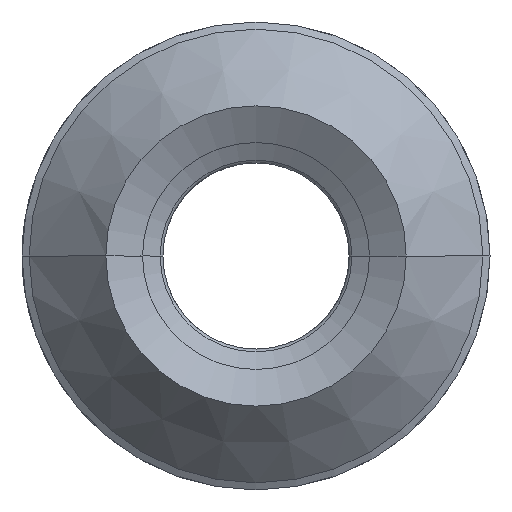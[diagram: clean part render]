
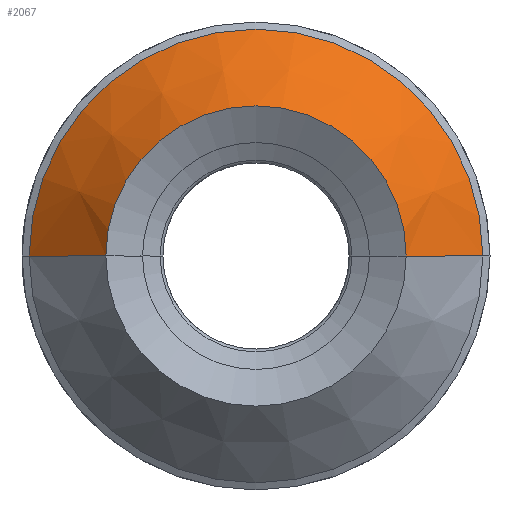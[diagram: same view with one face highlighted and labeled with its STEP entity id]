
A CAD part, front view. The second image highlights one B-rep face of the part: STEP entity #2067.
In plain terms, the highlighted conical face has half-angle 45 degrees and reference radius 5.816 mm.
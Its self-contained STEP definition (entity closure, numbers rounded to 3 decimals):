
#210 = EDGE_CURVE ( 'NONE', #2967, #3005, #3379, .T. ) ;
#212 = EDGE_CURVE ( 'NONE', #2965, #2997, #3384, .T. ) ;
#213 = EDGE_CURVE ( 'NONE', #2965, #2967, #3385, .T. ) ;
#214 = EDGE_CURVE ( 'NONE', #2997, #3005, #3388, .T. ) ;
#2067 = ADVANCED_FACE ( 'NONE', ( #8512 ), #8521, .T. ) ;
#2965 = VERTEX_POINT ( 'NONE', #7437 ) ;
#2967 = VERTEX_POINT ( 'NONE', #7448 ) ;
#2997 = VERTEX_POINT ( 'NONE', #5114 ) ;
#3005 = VERTEX_POINT ( 'NONE', #5122 ) ;
#3204 = ORIENTED_EDGE ( 'NONE', *, *, #214, .F. ) ;
#3205 = ORIENTED_EDGE ( 'NONE', *, *, #210, .T. ) ;
#3206 = ORIENTED_EDGE ( 'NONE', *, *, #213, .T. ) ;
#3207 = ORIENTED_EDGE ( 'NONE', *, *, #212, .F. ) ;
#3379 = CIRCLE ( 'NONE', #4829, 5.816 ) ;
#3384 = CIRCLE ( 'NONE', #4830, 3.85 ) ;
#3385 = LINE ( 'NONE', #7905, #3389 ) ;
#3388 = LINE ( 'NONE', #7895, #3391 ) ;
#3389 = VECTOR ( 'NONE', #7913, 1000. ) ;
#3391 = VECTOR ( 'NONE', #7883, 1000. ) ;
#3597 = EDGE_LOOP ( 'NONE', ( #3207, #3206, #3205, #3204 ) ) ;
#4829 = AXIS2_PLACEMENT_3D ( 'NONE', #7926, #7912, #7909 ) ;
#4830 = AXIS2_PLACEMENT_3D ( 'NONE', #7904, #7849, #7900 ) ;
#5114 = CARTESIAN_POINT ( 'NONE',  ( 65.851, 78.658, 0. ) ) ;
#5122 = CARTESIAN_POINT ( 'NONE',  ( 63.886, 80.624, 0. ) ) ;
#6433 = AXIS2_PLACEMENT_3D ( 'NONE', #8193, #8195, #8198 ) ;
#7437 = CARTESIAN_POINT ( 'NONE',  ( 73.551, 78.658, 0. ) ) ;
#7448 = CARTESIAN_POINT ( 'NONE',  ( 75.517, 80.624, 0. ) ) ;
#7849 = DIRECTION ( 'NONE',  ( 0., -1., 0. ) ) ;
#7883 = DIRECTION ( 'NONE',  ( -0.707, 0.707, 0. ) ) ;
#7895 = CARTESIAN_POINT ( 'NONE',  ( 63.886, 80.624, 0. ) ) ;
#7900 = DIRECTION ( 'NONE',  ( 1., 0., 0. ) ) ;
#7904 = CARTESIAN_POINT ( 'NONE',  ( 69.701, 78.658, 0. ) ) ;
#7905 = CARTESIAN_POINT ( 'NONE',  ( 75.517, 80.624, 0. ) ) ;
#7909 = DIRECTION ( 'NONE',  ( 1., 0., 0. ) ) ;
#7912 = DIRECTION ( 'NONE',  ( 0., -1., 0. ) ) ;
#7913 = DIRECTION ( 'NONE',  ( 0.707, 0.707, 0. ) ) ;
#7926 = CARTESIAN_POINT ( 'NONE',  ( 69.701, 80.624, 0. ) ) ;
#8193 = CARTESIAN_POINT ( 'NONE',  ( 69.701, 80.624, 0. ) ) ;
#8195 = DIRECTION ( 'NONE',  ( 0., 1., 0. ) ) ;
#8198 = DIRECTION ( 'NONE',  ( -1., 0., 0. ) ) ;
#8512 = FACE_OUTER_BOUND ( 'NONE', #3597, .T. ) ;
#8521 = CONICAL_SURFACE ( 'NONE', #6433, 5.816, 0.785 ) ;
